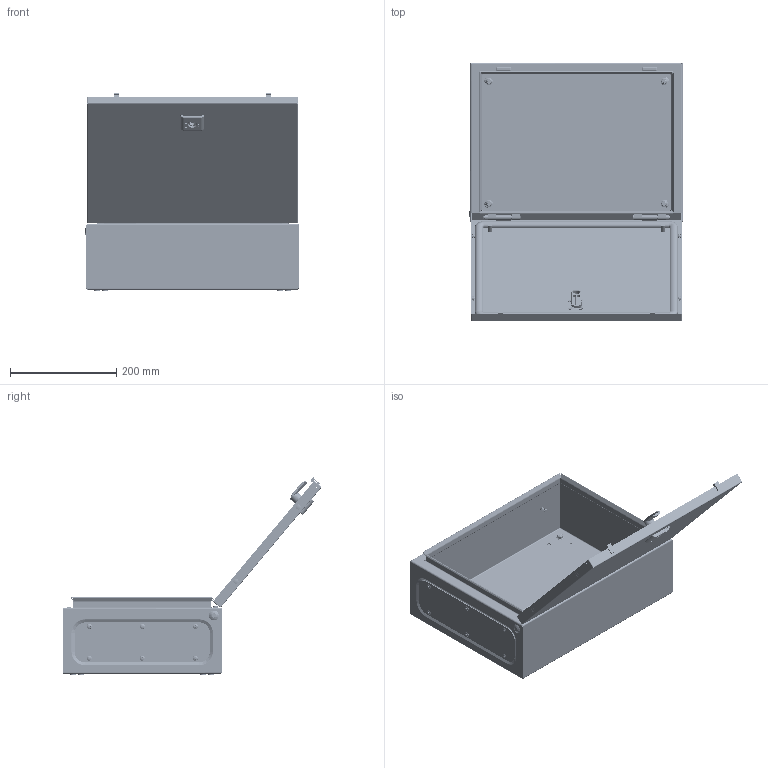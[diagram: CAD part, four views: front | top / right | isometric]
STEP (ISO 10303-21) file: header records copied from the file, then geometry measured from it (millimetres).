
FILE_DESCRIPTION (( 'STEP AP203' ), '1' );
FILE_NAME ('400x300x150 R5CE0431.step', '2012-04-06T09:39:38', ( 'User' ), ( 'DKC' ), 'SwSTEP 2.0', 'SolidWorks 2011', '' );
FILE_SCHEMA (( 'CONFIG_CONTROL_DESIGN' ));
Products named in the file (34): 400x300x150 R5CE0431; AC00C380 for transportation_Default; Mounting plate small CE_400x300; Sealant of perno AC00C409; Perno AC00C401_AC00C401; Dead door CE assemble 11111_400õ300 CB02C255; sealant for door CE_400x300; CERNIERA SALDATA_Default; End-cup AC00C112_Default; MOLLA AC00C344_AC00C344; Handle small door CE; Sealant AC00356; AC00C348; Hex Flange Bolt M6x10_ISO 4162 - M6 x 12 x 12-S; Linguetta CE_handle CE; Inserto a doppio pettine AC00C443_AC00C343; BASETTA ESTERNA PER BOX AC00C503_AC00C503; Dead door CE 11111_400x300; Frames CE assemble 11111_400x300x150 R5CE0431 ; AC00C316_AC00C316; end-cap_AC00C061; land; Tapping screw 4.8x9.5 AC00C352_AC00C352; End-cup AC00C383_Default; Tapping screw 4.2x16_Tapping screw 4.2x16; Blocchetto fissaggio cerniera AC00C354_AC00C354; CERNIERA AC00C399_Default; Flange nut M6_ISO 7044-M6-S; Perno M6 AC00C145_1; Sealant AC00C355; End-cup AC00C317_Default; Flanges CE_227x47; Sealants of flange_227x47; Frames CE 11111_400x300x150
Assembly tree (75 placements, depth 4):
  400x300x150 R5CE0431
    Perno AC00C401_AC00C401  x2
    Dead door CE assemble 11111_400õ300 CB02C255
      MOLLA AC00C344_AC00C344
      Handle small door CE
        AC00C348
        Sealant AC00356
        BASETTA ESTERNA PER BOX AC00C503_AC00C503
        Linguetta CE_handle CE
        Inserto a doppio pettine AC00C443_AC00C343
        Hex Flange Bolt M6x10_ISO 4162 - M6 x 12 x 12-S
      Dead door CE 11111_400x300
      sealant for door CE_400x300
      end-cap_AC00C061  x2
      End-cup AC00C112_Default  x4
      land  x2
      CERNIERA SALDATA_Default  x2
    Flange nut M6_ISO 7044-M6-S  x4
    Sealant of perno AC00C409  x2
    Mounting plate small CE_400x300
    AC00C380 for transportation_Default  x2
    Frames CE assemble 11111_400x300x150 R5CE0431 
      Blocchetto fissaggio cerniera AC00C354_AC00C354  x2
      Perno M6 AC00C145_1  x4
      Tapping screw 4.8x9.5 AC00C352_AC00C352  x6
      Sealants of flange_227x47
      Frames CE 11111_400x300x150
      Flange nut M6_ISO 7044-M6-S  x4
      land  x4
      End-cup AC00C317_Default  x4
      Tapping screw 4.2x16_Tapping screw 4.2x16  x4
      AC00C316_AC00C316
      End-cup AC00C383_Default  x2
      Sealant AC00C355  x4
      end-cap_AC00C061  x2
      CERNIERA AC00C399_Default  x2
      Flanges CE_227x47
Bounding box: 402.5 x 487.48 x 371.76 mm (x, y, z)
Volume: 1084666.1 mm3; surface area: 1291500.1 mm2
Topology: 78 solids, 78 shells, 5759 faces, 15035 edges, 9508 vertices
Faces by surface type: bspline 1940, cylinder 1490, cone 1089, plane 1072, torus 144, sphere 24
Entity records: 144985 total; most frequent: CARTESIAN_POINT 91771, ORIENTED_EDGE 10914, DIRECTION 9075, EDGE_CURVE 5457, VERTEX_POINT 3438, AXIS2_PLACEMENT_3D 3335, VECTOR 2405, LINE 2405
